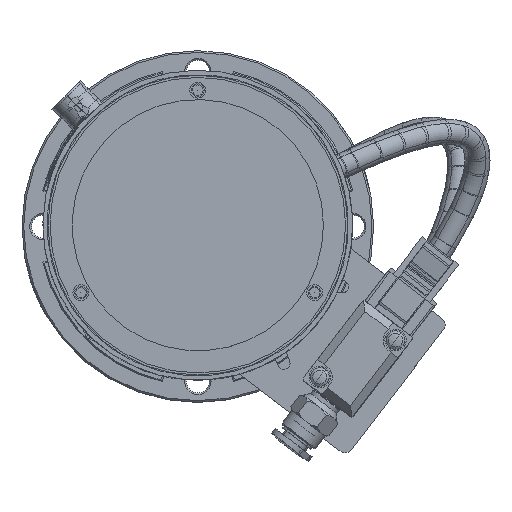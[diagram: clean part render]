
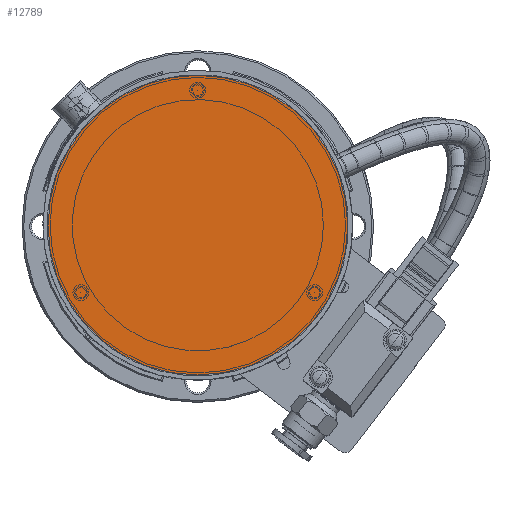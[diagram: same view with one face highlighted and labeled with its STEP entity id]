
A CAD part, top view. The second image highlights one B-rep face of the part: STEP entity #12789.
In plain terms, the highlighted planar face has unit normal (0, 0, 1).
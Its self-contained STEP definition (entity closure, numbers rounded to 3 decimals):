
#4312=PLANE('',#40851);
#5914=FACE_OUTER_BOUND('',#16093,.T.);
#12789=ADVANCED_FACE('',(#5914),#4312,.T.);
#16093=EDGE_LOOP('',(#18899));
#18899=ORIENTED_EDGE('',*,*,#33540,.T.);
#29649=VERTEX_POINT('',#54389);
#33540=EDGE_CURVE('',#29649,#29649,#38927,.T.);
#38927=CIRCLE('',#40850,35.8);
#40850=AXIS2_PLACEMENT_3D('',#54388,#44877,#44878);
#40851=AXIS2_PLACEMENT_3D('',#54390,#44879,#44880);
#44877=DIRECTION('',(0.,0.,1.));
#44878=DIRECTION('',(0.5,-0.866,0.));
#44879=DIRECTION('',(0.,0.,1.));
#44880=DIRECTION('',(0.5,-0.866,0.));
#54388=CARTESIAN_POINT('',(0.,0.,42.5));
#54389=CARTESIAN_POINT('',(17.9,-31.004,42.5));
#54390=CARTESIAN_POINT('',(0.,0.,42.5));
